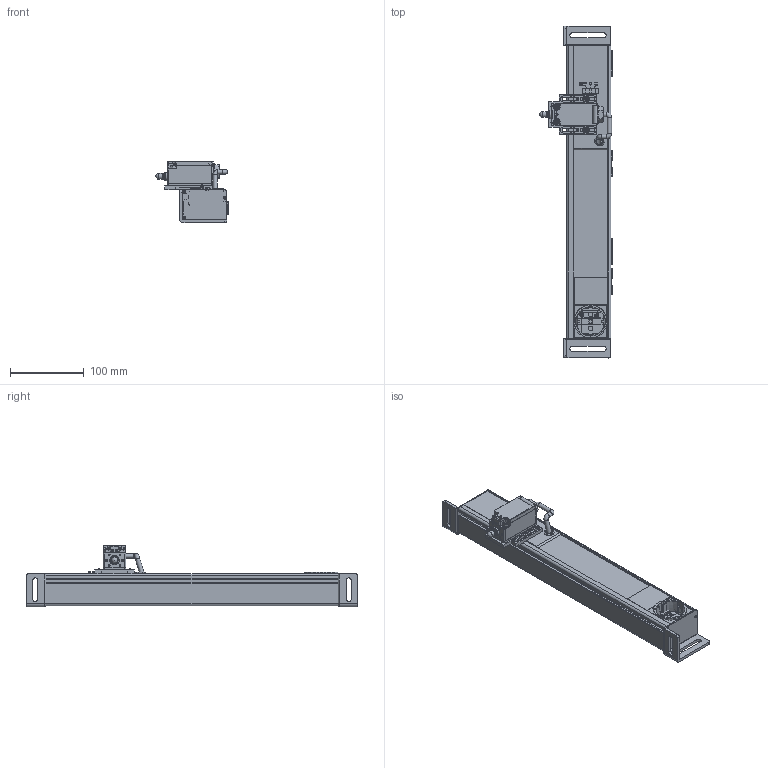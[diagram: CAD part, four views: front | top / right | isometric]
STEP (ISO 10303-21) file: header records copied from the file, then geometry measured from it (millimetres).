
FILE_DESCRIPTION(/* description */ (''),/* implementation_level */ '2;1');
FILE_NAME(/* name */ '110911_LED-A-450-SK-PK-E.stp',/* time_stamp */ '2023-02-11T20:44:26+01:00',/* author */ ('cad'),/* organization */ (''),/* preprocessor_version */ 'ST-DEVELOPER v15.6',/* originating_system */ 'Autodesk Inventor 2015',/* authorisation */ '');
FILE_SCHEMA (('AUTOMOTIVE_DESIGN { 1 0 10303 214 3 1 1 }'));
Products named in the file (1): 110911_LED-A-450-SK-PK-E_Shrinkwrap_1
Bounding box: 98.55 x 450 x 83.3 mm (x, y, z)
Surface area: 236716.5 mm2 (no closed solid volume)
Topology: 0 solids, 115 shells, 2727 faces, 9927 edges, 7239 vertices
Faces by surface type: plane 2082, cylinder 488, bspline 63, cone 61, sphere 26, torus 7
Full cylindrical faces by diameter (mm): 2.797 x1, 2.8 x2, 3 x2, 4 x2, 6 x4, 8 x1, 8.5 x2, 24 x1
Entity records: 109653 total; most frequent: CARTESIAN_POINT 25046, ORIENTED_EDGE 16639, DIRECTION 16062, EDGE_CURVE 9868, LINE 7896, VECTOR 7896, VERTEX_POINT 7231, AXIS2_PLACEMENT_3D 4083
